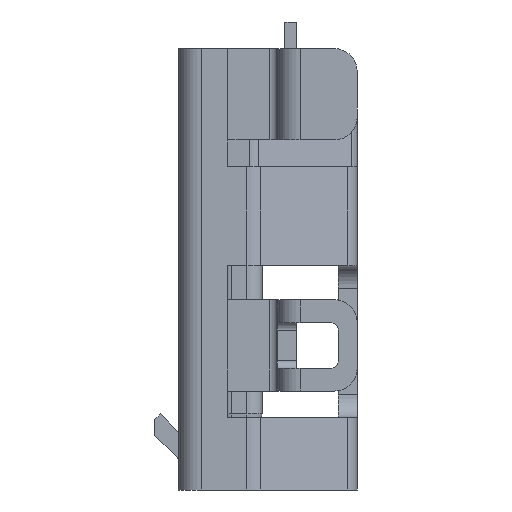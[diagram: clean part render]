
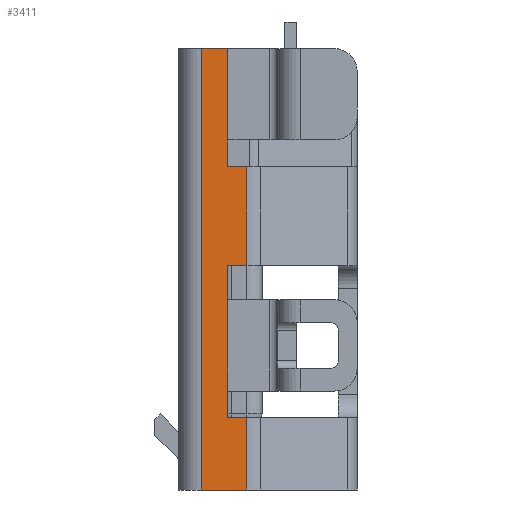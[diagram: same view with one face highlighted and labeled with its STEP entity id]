
A CAD part, left-side view. The second image highlights one B-rep face of the part: STEP entity #3411.
In plain terms, the highlighted planar face has unit normal (-1, 0, 0).
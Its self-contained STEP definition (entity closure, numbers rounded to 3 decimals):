
#1887 = VERTEX_POINT('',#1888);
#1888 = CARTESIAN_POINT('',(-3.7,0.95,5.8));
#1895 = EDGE_CURVE('',#1896,#1887,#1898,.T.);
#1896 = VERTEX_POINT('',#1897);
#1897 = CARTESIAN_POINT('',(-3.7,0.6,5.8));
#1898 = LINE('',#1899,#1900);
#1899 = CARTESIAN_POINT('',(-3.7,0.25,5.8));
#1900 = VECTOR('',#1901,1.);
#1901 = DIRECTION('',(0.,1.,0.));
#1976 = VERTEX_POINT('',#1977);
#1977 = CARTESIAN_POINT('',(-3.7,0.95,0.));
#1984 = EDGE_CURVE('',#1976,#1887,#1985,.T.);
#1985 = LINE('',#1986,#1987);
#1986 = CARTESIAN_POINT('',(-3.7,0.95,0.));
#1987 = VECTOR('',#1988,1.);
#1988 = DIRECTION('',(0.,0.,1.));
#2026 = EDGE_CURVE('',#2027,#1976,#2029,.T.);
#2027 = VERTEX_POINT('',#2028);
#2028 = CARTESIAN_POINT('',(-3.7,0.349,0.));
#2029 = LINE('',#2030,#2031);
#2030 = CARTESIAN_POINT('',(-3.7,0.25,0.));
#2031 = VECTOR('',#2032,1.);
#2032 = DIRECTION('',(0.,1.,0.));
#3411 = ADVANCED_FACE('',(#3412),#3495,.T.);
#3412 = FACE_BOUND('',#3413,.T.);
#3413 = EDGE_LOOP('',(#3414,#3415,#3423,#3431,#3439,#3447,#3455,#3463,
    #3471,#3479,#3487,#3493,#3494));
#3414 = ORIENTED_EDGE('',*,*,#2026,.F.);
#3415 = ORIENTED_EDGE('',*,*,#3416,.T.);
#3416 = EDGE_CURVE('',#2027,#3417,#3419,.T.);
#3417 = VERTEX_POINT('',#3418);
#3418 = CARTESIAN_POINT('',(-3.7,0.349,0.95));
#3419 = LINE('',#3420,#3421);
#3420 = CARTESIAN_POINT('',(-3.7,0.349,0.));
#3421 = VECTOR('',#3422,1.);
#3422 = DIRECTION('',(0.,0.,1.));
#3423 = ORIENTED_EDGE('',*,*,#3424,.T.);
#3424 = EDGE_CURVE('',#3417,#3425,#3427,.T.);
#3425 = VERTEX_POINT('',#3426);
#3426 = CARTESIAN_POINT('',(-3.7,0.6,0.95));
#3427 = LINE('',#3428,#3429);
#3428 = CARTESIAN_POINT('',(-3.7,-1.1,0.95));
#3429 = VECTOR('',#3430,1.);
#3430 = DIRECTION('',(0.,1.,0.));
#3431 = ORIENTED_EDGE('',*,*,#3432,.T.);
#3432 = EDGE_CURVE('',#3425,#3433,#3435,.T.);
#3433 = VERTEX_POINT('',#3434);
#3434 = CARTESIAN_POINT('',(-3.7,0.6,1.3));
#3435 = LINE('',#3436,#3437);
#3436 = CARTESIAN_POINT('',(-3.7,0.6,0.95));
#3437 = VECTOR('',#3438,1.);
#3438 = DIRECTION('',(0.,0.,1.));
#3439 = ORIENTED_EDGE('',*,*,#3440,.F.);
#3440 = EDGE_CURVE('',#3441,#3433,#3443,.T.);
#3441 = VERTEX_POINT('',#3442);
#3442 = CARTESIAN_POINT('',(-3.7,0.6,2.5));
#3443 = LINE('',#3444,#3445);
#3444 = CARTESIAN_POINT('',(-3.7,0.6,2.5));
#3445 = VECTOR('',#3446,1.);
#3446 = DIRECTION('',(-0.,-0.,-1.));
#3447 = ORIENTED_EDGE('',*,*,#3448,.T.);
#3448 = EDGE_CURVE('',#3441,#3449,#3451,.T.);
#3449 = VERTEX_POINT('',#3450);
#3450 = CARTESIAN_POINT('',(-3.7,0.6,2.95));
#3451 = LINE('',#3452,#3453);
#3452 = CARTESIAN_POINT('',(-3.7,0.6,0.95));
#3453 = VECTOR('',#3454,1.);
#3454 = DIRECTION('',(0.,0.,1.));
#3455 = ORIENTED_EDGE('',*,*,#3456,.F.);
#3456 = EDGE_CURVE('',#3457,#3449,#3459,.T.);
#3457 = VERTEX_POINT('',#3458);
#3458 = CARTESIAN_POINT('',(-3.7,0.349,2.95));
#3459 = LINE('',#3460,#3461);
#3460 = CARTESIAN_POINT('',(-3.7,-1.1,2.95));
#3461 = VECTOR('',#3462,1.);
#3462 = DIRECTION('',(0.,1.,0.));
#3463 = ORIENTED_EDGE('',*,*,#3464,.T.);
#3464 = EDGE_CURVE('',#3457,#3465,#3467,.T.);
#3465 = VERTEX_POINT('',#3466);
#3466 = CARTESIAN_POINT('',(-3.7,0.349,4.25));
#3467 = LINE('',#3468,#3469);
#3468 = CARTESIAN_POINT('',(-3.7,0.349,0.));
#3469 = VECTOR('',#3470,1.);
#3470 = DIRECTION('',(0.,0.,1.));
#3471 = ORIENTED_EDGE('',*,*,#3472,.T.);
#3472 = EDGE_CURVE('',#3465,#3473,#3475,.T.);
#3473 = VERTEX_POINT('',#3474);
#3474 = CARTESIAN_POINT('',(-3.7,0.6,4.25));
#3475 = LINE('',#3476,#3477);
#3476 = CARTESIAN_POINT('',(-3.7,-1.1,4.25));
#3477 = VECTOR('',#3478,1.);
#3478 = DIRECTION('',(0.,1.,0.));
#3479 = ORIENTED_EDGE('',*,*,#3480,.T.);
#3480 = EDGE_CURVE('',#3473,#3481,#3483,.T.);
#3481 = VERTEX_POINT('',#3482);
#3482 = CARTESIAN_POINT('',(-3.7,0.6,4.6));
#3483 = LINE('',#3484,#3485);
#3484 = CARTESIAN_POINT('',(-3.7,0.6,4.25));
#3485 = VECTOR('',#3486,1.);
#3486 = DIRECTION('',(0.,0.,1.));
#3487 = ORIENTED_EDGE('',*,*,#3488,.F.);
#3488 = EDGE_CURVE('',#1896,#3481,#3489,.T.);
#3489 = LINE('',#3490,#3491);
#3490 = CARTESIAN_POINT('',(-3.7,0.6,5.8));
#3491 = VECTOR('',#3492,1.);
#3492 = DIRECTION('',(-0.,-0.,-1.));
#3493 = ORIENTED_EDGE('',*,*,#1895,.T.);
#3494 = ORIENTED_EDGE('',*,*,#1984,.F.);
#3495 = PLANE('',#3496);
#3496 = AXIS2_PLACEMENT_3D('',#3497,#3498,#3499);
#3497 = CARTESIAN_POINT('',(-3.7,0.25,0.));
#3498 = DIRECTION('',(-1.,0.,0.));
#3499 = DIRECTION('',(0.,1.,0.));
